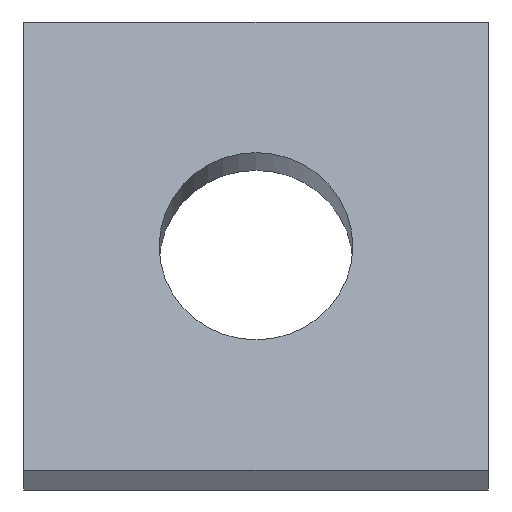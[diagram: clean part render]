
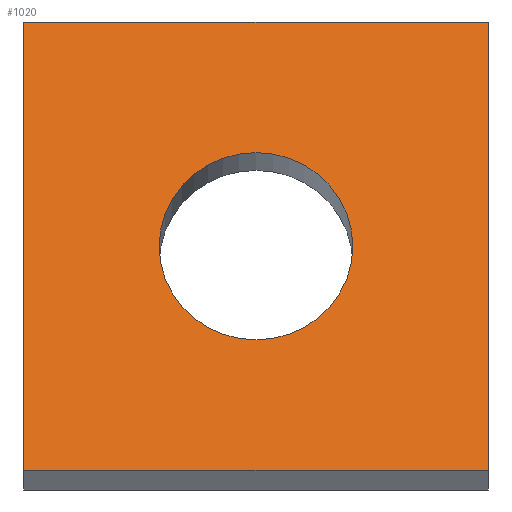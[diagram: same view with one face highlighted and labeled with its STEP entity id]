
A CAD part, front view. The second image highlights one B-rep face of the part: STEP entity #1020.
In plain terms, the highlighted planar face has unit normal (0, -0.966, 0.259).
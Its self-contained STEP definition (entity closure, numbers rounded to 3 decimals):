
#89=FACE_BOUND('',#158,.T.);
#92=CIRCLE('',#1092,2.4);
#100=FACE_OUTER_BOUND('',#157,.T.);
#157=EDGE_LOOP('',(#687,#688,#689,#690));
#158=EDGE_LOOP('',(#691));
#221=LINE('',#1497,#321);
#223=LINE('',#1503,#323);
#229=LINE('',#1514,#329);
#230=LINE('',#1515,#330);
#321=VECTOR('',#1196,10.);
#323=VECTOR('',#1200,10.);
#329=VECTOR('',#1208,10.);
#330=VECTOR('',#1209,10.);
#416=VERTEX_POINT('',#1485);
#421=VERTEX_POINT('',#1495);
#423=VERTEX_POINT('',#1500);
#424=VERTEX_POINT('',#1502);
#429=VERTEX_POINT('',#1516);
#523=EDGE_CURVE('',#421,#416,#221,.T.);
#525=EDGE_CURVE('',#423,#424,#223,.T.);
#531=EDGE_CURVE('',#424,#421,#229,.T.);
#532=EDGE_CURVE('',#416,#423,#230,.T.);
#533=EDGE_CURVE('',#429,#429,#92,.T.);
#687=ORIENTED_EDGE('',*,*,#523,.F.);
#688=ORIENTED_EDGE('',*,*,#531,.F.);
#689=ORIENTED_EDGE('',*,*,#525,.F.);
#690=ORIENTED_EDGE('',*,*,#532,.F.);
#691=ORIENTED_EDGE('',*,*,#533,.F.);
#987=PLANE('',#1091);
#1020=ADVANCED_FACE('',(#100,#89),#987,.F.);
#1091=AXIS2_PLACEMENT_3D('',#1513,#1206,#1207);
#1092=AXIS2_PLACEMENT_3D('',#1517,#1210,#1211);
#1196=DIRECTION('',(0.,-0.259,-0.966));
#1200=DIRECTION('',(0.,0.259,0.966));
#1206=DIRECTION('center_axis',(0.,0.966,
-0.259));
#1207=DIRECTION('ref_axis',(0.,0.259,0.966));
#1208=DIRECTION('',(1.,0.,0.));
#1209=DIRECTION('',(-1.,0.,0.));
#1210=DIRECTION('center_axis',(0.,-0.966,
0.259));
#1211=DIRECTION('ref_axis',(-1.,0.,0.));
#1485=CARTESIAN_POINT('',(5.75,-37.094,1.812));
#1495=CARTESIAN_POINT('',(5.75,-34.118,12.92));
#1497=CARTESIAN_POINT('',(5.75,-28.716,33.08));
#1500=CARTESIAN_POINT('',(-5.75,-37.094,1.812));
#1502=CARTESIAN_POINT('',(-5.75,-34.118,12.92));
#1503=CARTESIAN_POINT('',(-5.75,-27.228,38.634));
#1513=CARTESIAN_POINT('Origin',(0.,-20.338,
64.348));
#1514=CARTESIAN_POINT('',(0.,-34.118,12.92));
#1515=CARTESIAN_POINT('',(-2.875,-37.094,1.812));
#1516=CARTESIAN_POINT('',(2.4,-35.606,7.366));
#1517=CARTESIAN_POINT('Origin',(0.,-35.606,
7.366));
